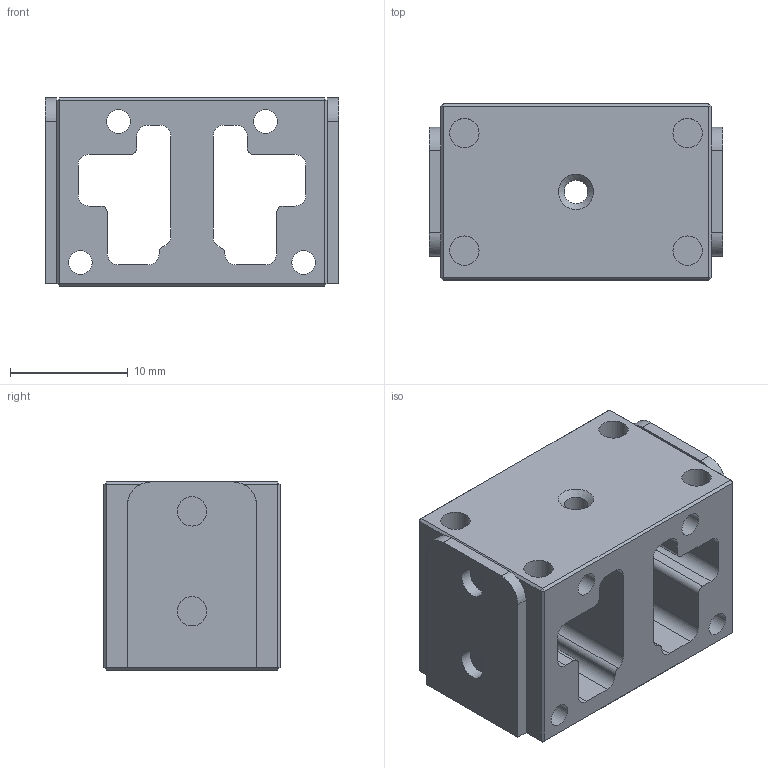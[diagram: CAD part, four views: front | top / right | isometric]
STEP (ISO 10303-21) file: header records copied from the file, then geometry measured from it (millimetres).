
FILE_DESCRIPTION(/* description */ (''),/* implementation_level */ '2;1');
FILE_NAME(/* name */ 'mockup - air cooling.step',/* time_stamp */ '2024-09-04T05:00:24+08:00',/* author */ (''),/* organization */ (''),/* preprocessor_version */ 'ST-DEVELOPER v20',/* originating_system */ 'Autodesk Translation Framework v13.14.0.145',/* authorisation */ '');
FILE_SCHEMA (('AUTOMOTIVE_DESIGN { 1 0 10303 214 3 1 1 }'));
Length unit declared in the file: millimetre
Products named in the file (1): mockup - air cooling
Bounding box: 25 x 15 x 16 mm (x, y, z)
Volume: 3531.1 mm3; surface area: 3410.5 mm2
Topology: 1 solids, 1 shells, 103 faces, 246 edges, 153 vertices
Faces by surface type: plane 65, cylinder 37, cone 1
Full cylindrical faces by diameter (mm): 2 x5, 2.5 x8
Entity records: 3016 total; most frequent: DIRECTION 533, CARTESIAN_POINT 503, ORIENTED_EDGE 492, EDGE_CURVE 246, AXIS2_PLACEMENT_3D 183, LINE 167, VECTOR 167, VERTEX_POINT 153
